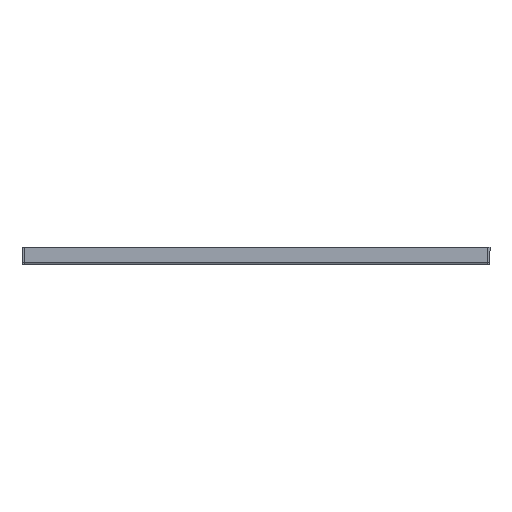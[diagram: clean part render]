
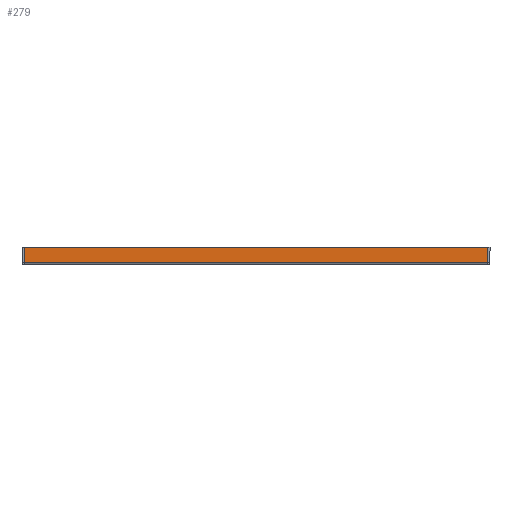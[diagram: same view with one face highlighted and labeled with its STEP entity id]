
A CAD part, front view. The second image highlights one B-rep face of the part: STEP entity #279.
In plain terms, the highlighted planar face has unit normal (0, -1, 0).
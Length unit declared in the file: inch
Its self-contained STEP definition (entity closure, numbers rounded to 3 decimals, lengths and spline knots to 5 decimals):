
#22 = LINE ( 'NONE', #1317, #1670 ) ;
#84 = EDGE_CURVE ( 'NONE', #1607, #354, #22, .T. ) ;
#88 = EDGE_CURVE ( 'NONE', #354, #1820, #846, .T. ) ;
#95 = EDGE_CURVE ( 'NONE', #1963, #1820, #1265, .T. ) ;
#96 = FACE_OUTER_BOUND ( 'NONE', #1812, .T. ) ;
#98 = CARTESIAN_POINT ( 'NONE',  ( 0.11167, 0., 0.1075 ) ) ;
#131 = EDGE_CURVE ( 'NONE', #1607, #1963, #1978, .T. ) ;
#180 = CARTESIAN_POINT ( 'NONE',  ( 0.11167, 0., 0.828 ) ) ;
#199 = ORIENTED_EDGE ( 'NONE', *, *, #95, .F. ) ;
#279 = ADVANCED_FACE ( 'NONE', ( #96 ), #1528, .T. ) ;
#287 = ORIENTED_EDGE ( 'NONE', *, *, #84, .T. ) ;
#354 = VERTEX_POINT ( 'NONE', #98 ) ;
#370 = ORIENTED_EDGE ( 'NONE', *, *, #88, .T. ) ;
#420 = VECTOR ( 'NONE', #1266, 39.37008 ) ;
#474 = VECTOR ( 'NONE', #1277, 39.37008 ) ;
#478 = AXIS2_PLACEMENT_3D ( 'NONE', #1679, #1421, #1410 ) ;
#733 = ORIENTED_EDGE ( 'NONE', *, *, #131, .F. ) ;
#787 = CARTESIAN_POINT ( 'NONE',  ( 22.0625, 0., 0.828 ) ) ;
#846 = LINE ( 'NONE', #1302, #420 ) ;
#1135 = DIRECTION ( 'NONE',  ( 0., 0., -1. ) ) ;
#1150 = CARTESIAN_POINT ( 'NONE',  ( 21.95083, 0., 0.1046 ) ) ;
#1265 = LINE ( 'NONE', #1150, #1625 ) ;
#1266 = DIRECTION ( 'NONE',  ( 1., 0., 0. ) ) ;
#1277 = DIRECTION ( 'NONE',  ( 1., 0., 0. ) ) ;
#1280 = CARTESIAN_POINT ( 'NONE',  ( 21.95083, 0., 0.828 ) ) ;
#1287 = DIRECTION ( 'NONE',  ( 0., 0., -1. ) ) ;
#1302 = CARTESIAN_POINT ( 'NONE',  ( 0., 0., 0.1075 ) ) ;
#1317 = CARTESIAN_POINT ( 'NONE',  ( 0.11167, 0., 0. ) ) ;
#1410 = DIRECTION ( 'NONE',  ( 0., 0., -1. ) ) ;
#1421 = DIRECTION ( 'NONE',  ( 0., -1., 0. ) ) ;
#1528 = PLANE ( 'NONE',  #478 ) ;
#1542 = CARTESIAN_POINT ( 'NONE',  ( 21.95083, 0., 0.1075 ) ) ;
#1607 = VERTEX_POINT ( 'NONE', #180 ) ;
#1625 = VECTOR ( 'NONE', #1135, 39.37008 ) ;
#1670 = VECTOR ( 'NONE', #1287, 39.37008 ) ;
#1679 = CARTESIAN_POINT ( 'NONE',  ( 0., 0., 0. ) ) ;
#1812 = EDGE_LOOP ( 'NONE', ( #199, #733, #287, #370 ) ) ;
#1820 = VERTEX_POINT ( 'NONE', #1542 ) ;
#1963 = VERTEX_POINT ( 'NONE', #1280 ) ;
#1978 = LINE ( 'NONE', #787, #474 ) ;
